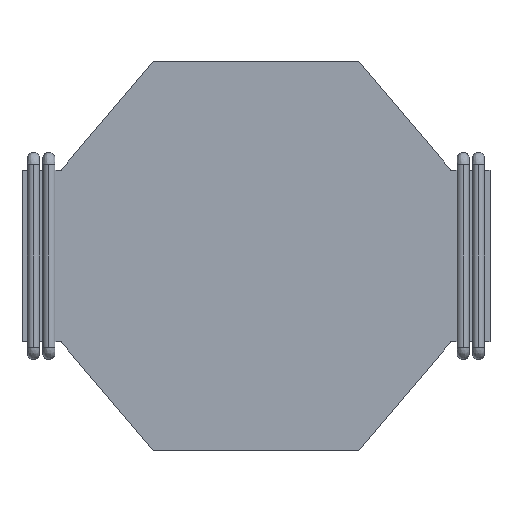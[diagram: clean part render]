
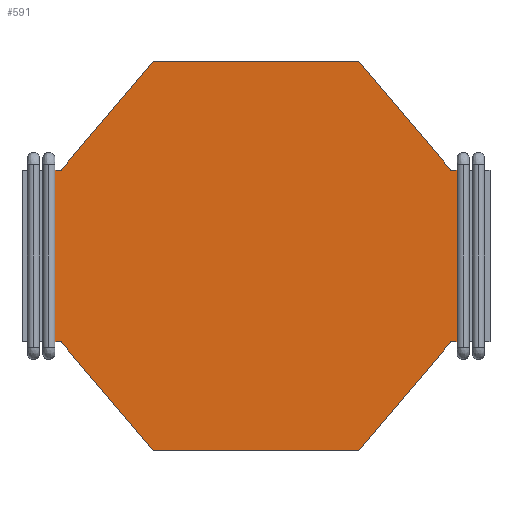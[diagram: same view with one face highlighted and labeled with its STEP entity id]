
A CAD part, front view. The second image highlights one B-rep face of the part: STEP entity #591.
In plain terms, the highlighted planar face has unit normal (0, -1, 0).
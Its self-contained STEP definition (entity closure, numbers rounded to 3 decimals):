
#591=ADVANCED_FACE('',(#1725),#1726,.F.);
#1725=FACE_OUTER_BOUND('',#2921,.T.);
#1726=PLANE('',#2922);
#2921=EDGE_LOOP('',(#8096,#8097,#8098,#8099,#8100,#8101,#8102,#8103,#8104,#8105,#8106,#8107));
#2922=AXIS2_PLACEMENT_3D('',#8108,#8109,#8110);
#8096=ORIENTED_EDGE('',*,*,#10038,.F.);
#8097=ORIENTED_EDGE('',*,*,#10039,.F.);
#8098=ORIENTED_EDGE('',*,*,#10040,.F.);
#8099=ORIENTED_EDGE('',*,*,#10041,.F.);
#8100=ORIENTED_EDGE('',*,*,#10042,.F.);
#8101=ORIENTED_EDGE('',*,*,#10043,.T.);
#8102=ORIENTED_EDGE('',*,*,#10044,.F.);
#8103=ORIENTED_EDGE('',*,*,#10045,.F.);
#8104=ORIENTED_EDGE('',*,*,#10046,.F.);
#8105=ORIENTED_EDGE('',*,*,#10047,.F.);
#8106=ORIENTED_EDGE('',*,*,#10031,.F.);
#8107=ORIENTED_EDGE('',*,*,#10048,.T.);
#8108=CARTESIAN_POINT('',(0.0,-1.57,0.0));
#8109=DIRECTION('',(0.0,1.0,0.0));
#8110=DIRECTION('',(1.0,0.0,-0.0));
#10031=EDGE_CURVE('',#12617,#12618,#12619,.T.);
#10038=EDGE_CURVE('',#12628,#12629,#12630,.T.);
#10039=EDGE_CURVE('',#12631,#12628,#12632,.T.);
#10040=EDGE_CURVE('',#12633,#12631,#12634,.T.);
#10041=EDGE_CURVE('',#12635,#12633,#12636,.T.);
#10042=EDGE_CURVE('',#12637,#12635,#12638,.T.);
#10043=EDGE_CURVE('',#12637,#12639,#12640,.T.);
#10044=EDGE_CURVE('',#12641,#12639,#12642,.T.);
#10045=EDGE_CURVE('',#12643,#12641,#12644,.T.);
#10046=EDGE_CURVE('',#12645,#12643,#12646,.T.);
#10047=EDGE_CURVE('',#12618,#12645,#12647,.T.);
#10048=EDGE_CURVE('',#12617,#12629,#12648,.T.);
#12617=VERTEX_POINT('',#17301);
#12618=VERTEX_POINT('',#17302);
#12619=LINE('',#17303,#17304);
#12628=VERTEX_POINT('',#17319);
#12629=VERTEX_POINT('',#17320);
#12630=LINE('',#17321,#17322);
#12631=VERTEX_POINT('',#17323);
#12632=LINE('',#17324,#17325);
#12633=VERTEX_POINT('',#17326);
#12634=LINE('',#17327,#17328);
#12635=VERTEX_POINT('',#17329);
#12636=LINE('',#17330,#17331);
#12637=VERTEX_POINT('',#17332);
#12638=LINE('',#17333,#17334);
#12639=VERTEX_POINT('',#17335);
#12640=LINE('',#17336,#17337);
#12641=VERTEX_POINT('',#17338);
#12642=LINE('',#17339,#17340);
#12643=VERTEX_POINT('',#17341);
#12644=LINE('',#17342,#17343);
#12645=VERTEX_POINT('',#17344);
#12646=LINE('',#17345,#17346);
#12647=LINE('',#17347,#17348);
#12648=LINE('',#17349,#17350);
#17301=CARTESIAN_POINT('',(13.1,-1.57,-5.6));
#17302=CARTESIAN_POINT('',(12.7,-1.57,-5.6));
#17303=CARTESIAN_POINT('',(13.1,-1.57,-5.6));
#17304=VECTOR('',#20265,0.4);
#17319=CARTESIAN_POINT('',(12.7,-1.57,5.6));
#17320=CARTESIAN_POINT('',(13.1,-1.57,5.6));
#17321=CARTESIAN_POINT('',(12.7,-1.57,5.6));
#17322=VECTOR('',#20272,0.4);
#17323=CARTESIAN_POINT('',(6.7,-1.57,12.7));
#17324=CARTESIAN_POINT('',(6.7,-1.57,12.7));
#17325=VECTOR('',#20273,9.296);
#17326=CARTESIAN_POINT('',(-6.7,-1.57,12.7));
#17327=CARTESIAN_POINT('',(-6.7,-1.57,12.7));
#17328=VECTOR('',#20274,13.4);
#17329=CARTESIAN_POINT('',(-12.7,-1.57,5.6));
#17330=CARTESIAN_POINT('',(-12.7,-1.57,5.6));
#17331=VECTOR('',#20275,9.296);
#17332=CARTESIAN_POINT('',(-13.1,-1.57,5.6));
#17333=CARTESIAN_POINT('',(-13.1,-1.57,5.6));
#17334=VECTOR('',#20276,0.4);
#17335=CARTESIAN_POINT('',(-13.1,-1.57,-5.6));
#17336=CARTESIAN_POINT('',(-13.1,-1.57,5.6));
#17337=VECTOR('',#20277,11.2);
#17338=CARTESIAN_POINT('',(-12.7,-1.57,-5.6));
#17339=CARTESIAN_POINT('',(-12.7,-1.57,-5.6));
#17340=VECTOR('',#20278,0.4);
#17341=CARTESIAN_POINT('',(-6.7,-1.57,-12.7));
#17342=CARTESIAN_POINT('',(-6.7,-1.57,-12.7));
#17343=VECTOR('',#20279,9.296);
#17344=CARTESIAN_POINT('',(6.7,-1.57,-12.7));
#17345=CARTESIAN_POINT('',(6.7,-1.57,-12.7));
#17346=VECTOR('',#20280,13.4);
#17347=CARTESIAN_POINT('',(12.7,-1.57,-5.6));
#17348=VECTOR('',#20281,9.296);
#17349=CARTESIAN_POINT('',(13.1,-1.57,-5.6));
#17350=VECTOR('',#20282,11.2);
#20265=DIRECTION('',(-1.0,0.0,0.0));
#20272=DIRECTION('',(1.0,0.0,0.0));
#20273=DIRECTION('',(0.645,0.0,-0.764));
#20274=DIRECTION('',(1.0,0.0,0.0));
#20275=DIRECTION('',(0.645,0.0,0.764));
#20276=DIRECTION('',(1.0,0.0,0.0));
#20277=DIRECTION('',(0.0,0.0,-1.0));
#20278=DIRECTION('',(-1.0,0.0,0.0));
#20279=DIRECTION('',(-0.645,0.0,0.764));
#20280=DIRECTION('',(-1.0,0.0,0.0));
#20281=DIRECTION('',(-0.645,0.0,-0.764));
#20282=DIRECTION('',(0.0,0.0,1.0));
